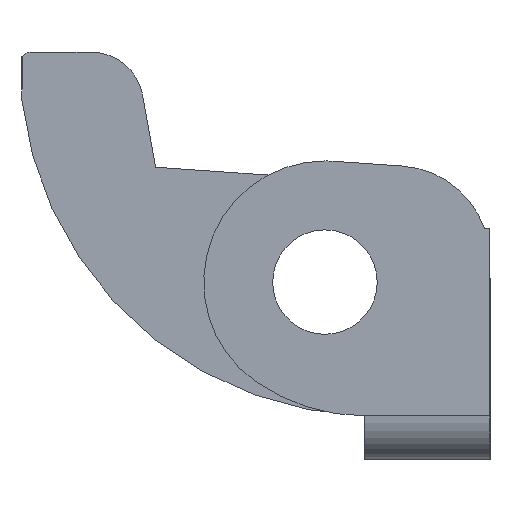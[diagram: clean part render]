
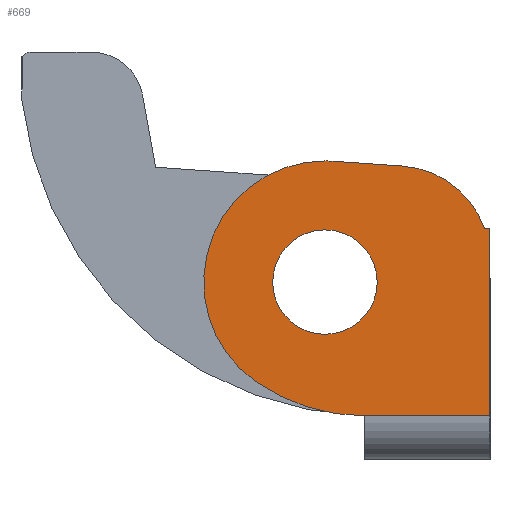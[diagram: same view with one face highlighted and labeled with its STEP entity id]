
A CAD part, left-side view. The second image highlights one B-rep face of the part: STEP entity #669.
In plain terms, the highlighted planar face has unit normal (-1, 0, 0).
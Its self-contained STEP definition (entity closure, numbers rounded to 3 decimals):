
#33 = EDGE_CURVE ( 'NONE', #402, #1625, #291, .T. ) ;
#35 = DIRECTION ( 'NONE',  ( 1., 0., 0. ) ) ;
#114 = VERTEX_POINT ( 'NONE', #966 ) ;
#134 = DIRECTION ( 'NONE',  ( 0., -1., 0. ) ) ;
#198 = CARTESIAN_POINT ( 'NONE',  ( -55., 7.9, 8.5 ) ) ;
#241 = CARTESIAN_POINT ( 'NONE',  ( -55., 7.9, 8.5 ) ) ;
#244 = CIRCLE ( 'NONE', #2259, 9.108 ) ;
#249 = EDGE_CURVE ( 'NONE', #407, #2595, #2160, .T. ) ;
#265 = EDGE_CURVE ( 'NONE', #114, #2363, #674, .T. ) ;
#284 = DIRECTION ( 'NONE',  ( -1., 0., 0. ) ) ;
#291 = LINE ( 'NONE', #2306, #1164 ) ;
#311 = CARTESIAN_POINT ( 'NONE',  ( -55., 0., 2.1 ) ) ;
#375 = EDGE_CURVE ( 'NONE', #784, #2304, #1791, .T. ) ;
#381 = CARTESIAN_POINT ( 'NONE',  ( -55., 7.9, 8.5 ) ) ;
#402 = VERTEX_POINT ( 'NONE', #1123 ) ;
#407 = VERTEX_POINT ( 'NONE', #920 ) ;
#409 = DIRECTION ( 'NONE',  ( 1., 0., 0. ) ) ;
#413 = DIRECTION ( 'NONE',  ( 0., 0., 1. ) ) ;
#466 = DIRECTION ( 'NONE',  ( 0., 0., -1. ) ) ;
#490 = FACE_OUTER_BOUND ( 'NONE', #1083, .T. ) ;
#497 = EDGE_CURVE ( 'NONE', #2595, #407, #2286, .T. ) ;
#501 = CARTESIAN_POINT ( 'NONE',  ( -55., 22.4, 24. ) ) ;
#516 = EDGE_LOOP ( 'NONE', ( #608, #2535 ) ) ;
#532 = DIRECTION ( 'NONE',  ( 1., 0., 0. ) ) ;
#544 = CARTESIAN_POINT ( 'NONE',  ( -55., 7.9, 8.5 ) ) ;
#591 = EDGE_CURVE ( 'NONE', #2304, #1752, #1953, .T. ) ;
#597 = DIRECTION ( 'NONE',  ( 0., 0., 1. ) ) ;
#607 = EDGE_CURVE ( 'NONE', #1611, #784, #2076, .T. ) ;
#608 = ORIENTED_EDGE ( 'NONE', *, *, #249, .T. ) ;
#669 = ADVANCED_FACE ( 'NONE', ( #490, #904 ), #2086, .T. ) ;
#672 = ORIENTED_EDGE ( 'NONE', *, *, #2062, .F. ) ;
#674 = LINE ( 'NONE', #2466, #946 ) ;
#680 = CARTESIAN_POINT ( 'NONE',  ( -55., 4.186, 14.054 ) ) ;
#722 = AXIS2_PLACEMENT_3D ( 'NONE', #2441, #1646, #413 ) ;
#778 = DIRECTION ( 'NONE',  ( 0., 0., -1. ) ) ;
#784 = VERTEX_POINT ( 'NONE', #1767 ) ;
#790 = DIRECTION ( 'NONE',  ( 0., -0.998, -0.07 ) ) ;
#809 = ORIENTED_EDGE ( 'NONE', *, *, #607, .F. ) ;
#818 = CARTESIAN_POINT ( 'NONE',  ( -55., 11.231, 3.752 ) ) ;
#904 = FACE_BOUND ( 'NONE', #516, .T. ) ;
#920 = CARTESIAN_POINT ( 'NONE',  ( -55., 7.9, 6. ) ) ;
#934 = LINE ( 'NONE', #2156, #1044 ) ;
#946 = VECTOR ( 'NONE', #1068, 1000. ) ;
#966 = CARTESIAN_POINT ( 'NONE',  ( -55., 6., 2.1 ) ) ;
#1017 = CARTESIAN_POINT ( 'NONE',  ( -55., 7.495, 14.286 ) ) ;
#1044 = VECTOR ( 'NONE', #1784, 1000. ) ;
#1068 = DIRECTION ( 'NONE',  ( 0., -1., 0. ) ) ;
#1083 = EDGE_LOOP ( 'NONE', ( #1779, #2048, #672, #2136, #1813, #1501, #1685, #809 ) ) ;
#1123 = CARTESIAN_POINT ( 'NONE',  ( -55., 0.26, 11.073 ) ) ;
#1164 = VECTOR ( 'NONE', #134, 1000. ) ;
#1231 = CARTESIAN_POINT ( 'NONE',  ( -55., 6., 11.208 ) ) ;
#1373 = CARTESIAN_POINT ( 'NONE',  ( -55., 7.9, 11. ) ) ;
#1501 = ORIENTED_EDGE ( 'NONE', *, *, #591, .F. ) ;
#1538 = AXIS2_PLACEMENT_3D ( 'NONE', #501, #284, #1689 ) ;
#1550 = DIRECTION ( 'NONE',  ( 0., 0., 1. ) ) ;
#1611 = VERTEX_POINT ( 'NONE', #818 ) ;
#1617 = DIRECTION ( 'NONE',  ( 1., 0., 0. ) ) ;
#1625 = VERTEX_POINT ( 'NONE', #2434 ) ;
#1646 = DIRECTION ( 'NONE',  ( 1., 0., 0. ) ) ;
#1665 = AXIS2_PLACEMENT_3D ( 'NONE', #241, #35, #466 ) ;
#1685 = ORIENTED_EDGE ( 'NONE', *, *, #375, .F. ) ;
#1689 = DIRECTION ( 'NONE',  ( 0., 0., 1. ) ) ;
#1752 = VERTEX_POINT ( 'NONE', #680 ) ;
#1767 = CARTESIAN_POINT ( 'NONE',  ( -55., 7.9, 14.3 ) ) ;
#1779 = ORIENTED_EDGE ( 'NONE', *, *, #2275, .F. ) ;
#1784 = DIRECTION ( 'NONE',  ( 0., 0., -1. ) ) ;
#1785 = CARTESIAN_POINT ( 'NONE',  ( -55., 7.495, 14.286 ) ) ;
#1791 = CIRCLE ( 'NONE', #2501, 5.8 ) ;
#1813 = ORIENTED_EDGE ( 'NONE', *, *, #1846, .F. ) ;
#1846 = EDGE_CURVE ( 'NONE', #1752, #402, #1857, .T. ) ;
#1857 = CIRCLE ( 'NONE', #722, 4.5 ) ;
#1953 = LINE ( 'NONE', #1785, #2245 ) ;
#1997 = AXIS2_PLACEMENT_3D ( 'NONE', #198, #409, #597 ) ;
#2048 = ORIENTED_EDGE ( 'NONE', *, *, #265, .T. ) ;
#2062 = EDGE_CURVE ( 'NONE', #1625, #2363, #934, .T. ) ;
#2076 = CIRCLE ( 'NONE', #1997, 5.8 ) ;
#2086 = PLANE ( 'NONE',  #1538 ) ;
#2136 = ORIENTED_EDGE ( 'NONE', *, *, #33, .F. ) ;
#2156 = CARTESIAN_POINT ( 'NONE',  ( -55., 0., 24. ) ) ;
#2160 = CIRCLE ( 'NONE', #1665, 2.5 ) ;
#2245 = VECTOR ( 'NONE', #790, 1000. ) ;
#2259 = AXIS2_PLACEMENT_3D ( 'NONE', #1231, #1617, #2462 ) ;
#2275 = EDGE_CURVE ( 'NONE', #114, #1611, #244, .T. ) ;
#2286 = CIRCLE ( 'NONE', #2370, 2.5 ) ;
#2304 = VERTEX_POINT ( 'NONE', #1017 ) ;
#2306 = CARTESIAN_POINT ( 'NONE',  ( -55., 0.26, 11.073 ) ) ;
#2363 = VERTEX_POINT ( 'NONE', #311 ) ;
#2370 = AXIS2_PLACEMENT_3D ( 'NONE', #381, #2574, #778 ) ;
#2434 = CARTESIAN_POINT ( 'NONE',  ( -55., 0., 11.073 ) ) ;
#2441 = CARTESIAN_POINT ( 'NONE',  ( -55., 4.5, 9.565 ) ) ;
#2462 = DIRECTION ( 'NONE',  ( 0., 0., -1. ) ) ;
#2466 = CARTESIAN_POINT ( 'NONE',  ( -55., 22.4, 2.1 ) ) ;
#2501 = AXIS2_PLACEMENT_3D ( 'NONE', #544, #532, #1550 ) ;
#2535 = ORIENTED_EDGE ( 'NONE', *, *, #497, .T. ) ;
#2574 = DIRECTION ( 'NONE',  ( 1., 0., 0. ) ) ;
#2595 = VERTEX_POINT ( 'NONE', #1373 ) ;
